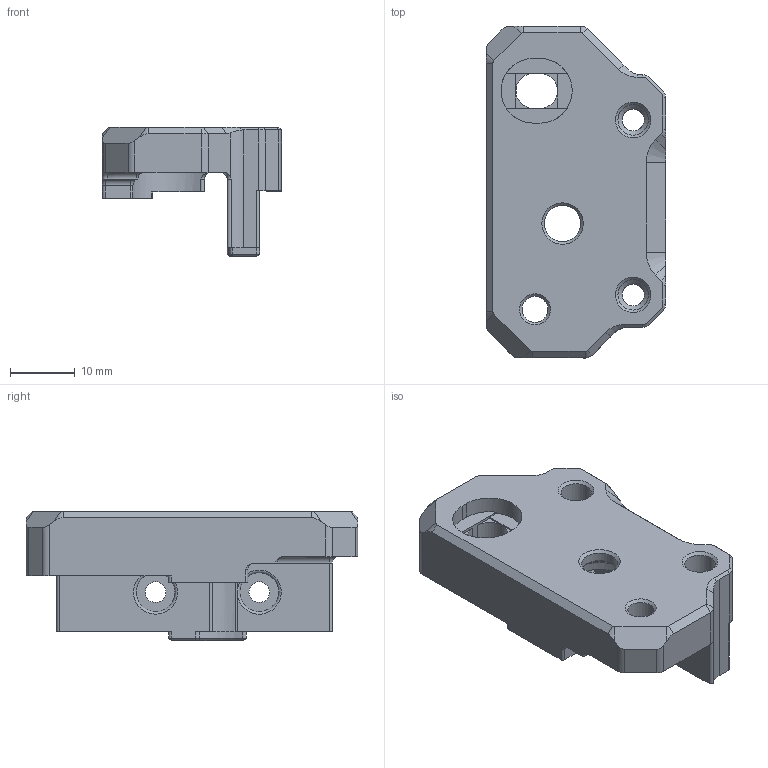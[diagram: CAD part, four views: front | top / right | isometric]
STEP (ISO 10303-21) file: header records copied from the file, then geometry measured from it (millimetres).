
FILE_DESCRIPTION(/* description */ ('STEP AP242','CAx-IF Rec.Pracs.---Representation and Presentation of Product Manufacturing Information (PMI)---4.0---2014-10-13','CAx-IF Rec.Pracs.---3D Tessellated Geometry---0.4---2014-09-14','2;1'),/* implementation_level */ '2;1');
FILE_NAME(/* name */ '67ec1108e340e80fad445628',/* time_stamp */ '2025-04-01T16:15:05Z',/* author */ (''),/* organization */ (''),/* preprocessor_version */ 'ST-DEVELOPER v20',/* originating_system */ 'ONSHAPE BY PTC INC, 1.195',/* authorisation */ ' ');
FILE_SCHEMA (('AP242_MANAGED_MODEL_BASED_3D_ENGINEERING_MIM_LF { 1 0 10303 442 1 1 4 }'));
Length unit declared in the file: metre
Products named in the file (1): Printed_9mm_AWD_XY_joint_left_b
Bounding box: 27.65 x 51.24 x 20 mm (x, y, z)
Volume: 10906.8 mm3; surface area: 5731.6 mm2
Topology: 1 solids, 1 shells, 225 faces, 609 edges, 384 vertices
Faces by surface type: plane 101, cylinder 71, cone 39, torus 13, bspline 1
Full cylindrical faces by diameter (mm): 3.2 x2, 3.4 x2, 4.7 x2, 5.2 x1, 5.6 x1, 6 x2, 8 x1, 15.5 x1
Entity records: 7010 total; most frequent: CARTESIAN_POINT 1360, DIRECTION 1194, ORIENTED_EDGE 1158, EDGE_CURVE 579, AXIS2_PLACEMENT_3D 430, VERTEX_POINT 378, LINE 334, VECTOR 334
